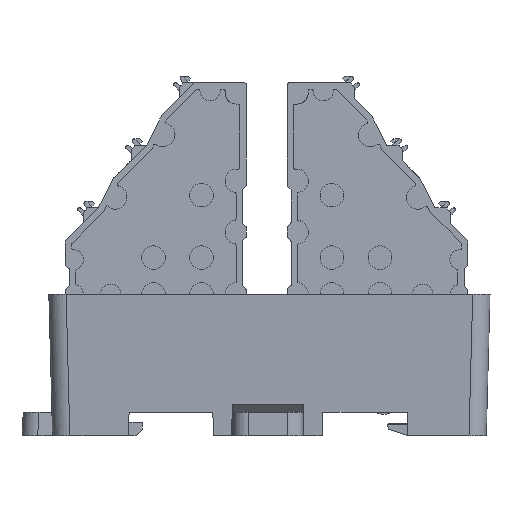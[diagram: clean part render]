
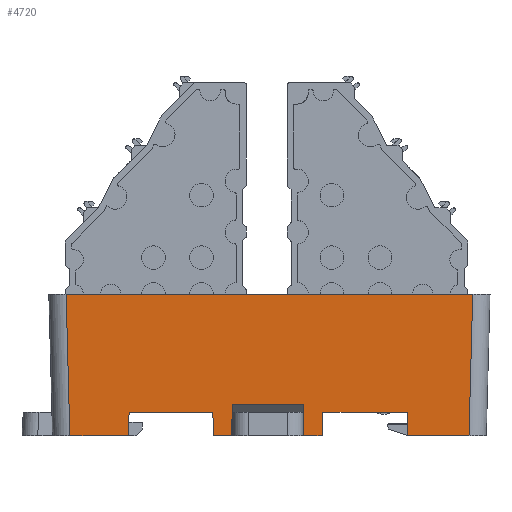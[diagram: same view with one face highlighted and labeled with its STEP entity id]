
A CAD part, left-side view. The second image highlights one B-rep face of the part: STEP entity #4720.
In plain terms, the highlighted planar face has unit normal (-1, 0, -0.026).
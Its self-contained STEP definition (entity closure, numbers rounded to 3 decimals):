
#2968=FACE_OUTER_BOUND('',#8730,.T.);
#4720=ADVANCED_FACE('',(#2968),#6528,.T.);
#6528=PLANE('',#36530);
#8730=EDGE_LOOP('',(#11126,#11127,#11128,#11129,#11130,#11131,#11132,#11133,
#11134,#11135,#11136,#11137,#11138,#11139,#11140,#11141));
#11126=ORIENTED_EDGE('',*,*,#24687,.T.);
#11127=ORIENTED_EDGE('',*,*,#24672,.T.);
#11128=ORIENTED_EDGE('',*,*,#24688,.T.);
#11129=ORIENTED_EDGE('',*,*,#24689,.T.);
#11130=ORIENTED_EDGE('',*,*,#24690,.T.);
#11131=ORIENTED_EDGE('',*,*,#24691,.F.);
#11132=ORIENTED_EDGE('',*,*,#24692,.T.);
#11133=ORIENTED_EDGE('',*,*,#24693,.T.);
#11134=ORIENTED_EDGE('',*,*,#24694,.F.);
#11135=ORIENTED_EDGE('',*,*,#24598,.T.);
#11136=ORIENTED_EDGE('',*,*,#24695,.F.);
#11137=ORIENTED_EDGE('',*,*,#24696,.T.);
#11138=ORIENTED_EDGE('',*,*,#24697,.F.);
#11139=ORIENTED_EDGE('',*,*,#24698,.T.);
#11140=ORIENTED_EDGE('',*,*,#24699,.F.);
#11141=ORIENTED_EDGE('',*,*,#24700,.T.);
#21092=VERTEX_POINT('',#48491);
#21093=VERTEX_POINT('',#48492);
#21155=VERTEX_POINT('',#48642);
#21156=VERTEX_POINT('',#48644);
#21170=VERTEX_POINT('',#48674);
#21171=VERTEX_POINT('',#48676);
#21172=VERTEX_POINT('',#48678);
#21173=VERTEX_POINT('',#48680);
#21174=VERTEX_POINT('',#48682);
#21175=VERTEX_POINT('',#48684);
#21176=VERTEX_POINT('',#48686);
#21177=VERTEX_POINT('',#48689);
#21178=VERTEX_POINT('',#48691);
#21179=VERTEX_POINT('',#48693);
#21180=VERTEX_POINT('',#48695);
#21181=VERTEX_POINT('',#48697);
#24598=EDGE_CURVE('',#21092,#21093,#29679,.T.);
#24672=EDGE_CURVE('',#21156,#21155,#29751,.T.);
#24687=EDGE_CURVE('',#21170,#21156,#29766,.T.);
#24688=EDGE_CURVE('',#21155,#21171,#29767,.T.);
#24689=EDGE_CURVE('',#21171,#21172,#29768,.T.);
#24690=EDGE_CURVE('',#21172,#21173,#29769,.T.);
#24691=EDGE_CURVE('',#21174,#21173,#29770,.T.);
#24692=EDGE_CURVE('',#21174,#21175,#29771,.T.);
#24693=EDGE_CURVE('',#21175,#21176,#29772,.T.);
#24694=EDGE_CURVE('',#21092,#21176,#29773,.T.);
#24695=EDGE_CURVE('',#21177,#21093,#29774,.T.);
#24696=EDGE_CURVE('',#21177,#21178,#29775,.T.);
#24697=EDGE_CURVE('',#21179,#21178,#29776,.T.);
#24698=EDGE_CURVE('',#21179,#21180,#29777,.T.);
#24699=EDGE_CURVE('',#21181,#21180,#29778,.T.);
#24700=EDGE_CURVE('',#21181,#21170,#29779,.T.);
#29679=LINE('',#48490,#33116);
#29751=LINE('',#48643,#33188);
#29766=LINE('',#48673,#33203);
#29767=LINE('',#48675,#33204);
#29768=LINE('',#48677,#33205);
#29769=LINE('',#48679,#33206);
#29770=LINE('',#48681,#33207);
#29771=LINE('',#48683,#33208);
#29772=LINE('',#48685,#33209);
#29773=LINE('',#48687,#33210);
#29774=LINE('',#48688,#33211);
#29775=LINE('',#48690,#33212);
#29776=LINE('',#48692,#33213);
#29777=LINE('',#48694,#33214);
#29778=LINE('',#48696,#33215);
#29779=LINE('',#48698,#33216);
#33116=VECTOR('',#39352,1.);
#33188=VECTOR('',#39458,1.);
#33203=VECTOR('',#39475,1.);
#33204=VECTOR('',#39476,1.);
#33205=VECTOR('',#39477,1.);
#33206=VECTOR('',#39478,1.);
#33207=VECTOR('',#39479,1.);
#33208=VECTOR('',#39480,1.);
#33209=VECTOR('',#39481,1.);
#33210=VECTOR('',#39482,1.);
#33211=VECTOR('',#39483,1.);
#33212=VECTOR('',#39484,1.);
#33213=VECTOR('',#39485,1.);
#33214=VECTOR('',#39486,1.);
#33215=VECTOR('',#39487,1.);
#33216=VECTOR('',#39488,1.);
#36530=AXIS2_PLACEMENT_3D('',#48699,#39489,#39490);
#39352=DIRECTION('',(0.,-1.,0.));
#39458=DIRECTION('',(0.,-1.,0.));
#39475=DIRECTION('',(-0.026,-0.035,0.999));
#39476=DIRECTION('',(0.026,-0.017,-1.));
#39477=DIRECTION('',(0.,-1.,0.));
#39478=DIRECTION('',(-0.026,-0.026,0.999));
#39479=DIRECTION('',(0.,-1.,0.));
#39480=DIRECTION('',(0.026,-0.026,-0.999));
#39481=DIRECTION('',(0.,-1.,0.));
#39482=DIRECTION('',(0.026,0.017,-1.));
#39483=DIRECTION('',(-0.026,0.035,0.999));
#39484=DIRECTION('',(0.,-1.,0.));
#39485=DIRECTION('',(0.026,0.009,-1.));
#39486=DIRECTION('',(0.,-1.,0.));
#39487=DIRECTION('',(-0.026,0.009,1.));
#39488=DIRECTION('',(0.,-1.,0.));
#39489=DIRECTION('',(-1.,0.,-0.026));
#39490=DIRECTION('',(-0.026,0.,1.));
#48490=CARTESIAN_POINT('',(-39.057,420.199,175.));
#48491=CARTESIAN_POINT('',(-39.057,437.849,175.));
#48492=CARTESIAN_POINT('',(-39.057,427.199,175.));
#48642=CARTESIAN_POINT('',(-39.057,402.449,175.));
#48643=CARTESIAN_POINT('',(-39.057,420.199,175.));
#48644=CARTESIAN_POINT('',(-39.057,413.199,175.));
#48673=CARTESIAN_POINT('',(-39.444,412.684,189.753));
#48674=CARTESIAN_POINT('',(-38.979,413.304,172.));
#48675=CARTESIAN_POINT('',(-39.458,402.716,190.294));
#48676=CARTESIAN_POINT('',(-38.979,402.397,172.));
#48677=CARTESIAN_POINT('',(-38.979,419.699,172.));
#48678=CARTESIAN_POINT('',(-38.979,394.62,172.));
#48679=CARTESIAN_POINT('',(-39.433,394.166,189.34));
#48680=CARTESIAN_POINT('',(-39.45,394.148,190.));
#48681=CARTESIAN_POINT('',(-39.45,419.699,190.));
#48682=CARTESIAN_POINT('',(-39.45,445.85,190.));
#48683=CARTESIAN_POINT('',(-39.433,445.833,189.34));
#48684=CARTESIAN_POINT('',(-38.979,445.378,172.));
#48685=CARTESIAN_POINT('',(-38.979,420.199,172.));
#48686=CARTESIAN_POINT('',(-38.979,437.901,172.));
#48687=CARTESIAN_POINT('',(-39.026,437.87,173.796));
#48688=CARTESIAN_POINT('',(-39.026,427.157,173.798));
#48689=CARTESIAN_POINT('',(-38.979,427.094,172.));
#48690=CARTESIAN_POINT('',(-38.979,420.199,172.));
#48691=CARTESIAN_POINT('',(-38.979,424.775,172.));
#48692=CARTESIAN_POINT('',(-39.451,424.618,190.04));
#48693=CARTESIAN_POINT('',(-39.083,424.74,176.));
#48694=CARTESIAN_POINT('',(-39.083,419.699,176.));
#48695=CARTESIAN_POINT('',(-39.083,415.658,176.));
#48696=CARTESIAN_POINT('',(-39.451,415.78,190.032));
#48697=CARTESIAN_POINT('',(-38.979,415.623,172.));
#48698=CARTESIAN_POINT('',(-38.979,420.199,172.));
#48699=CARTESIAN_POINT('',(-39.45,419.699,189.997));
